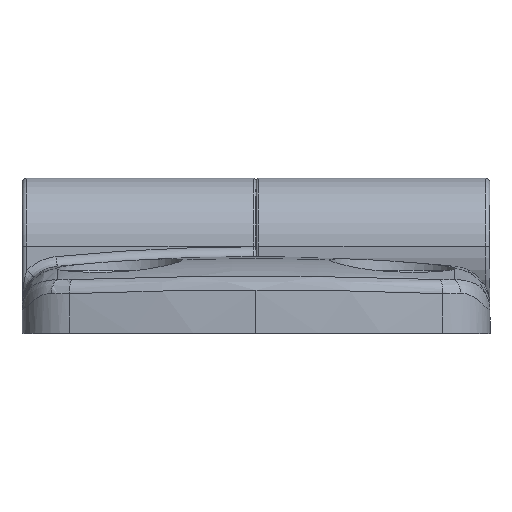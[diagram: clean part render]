
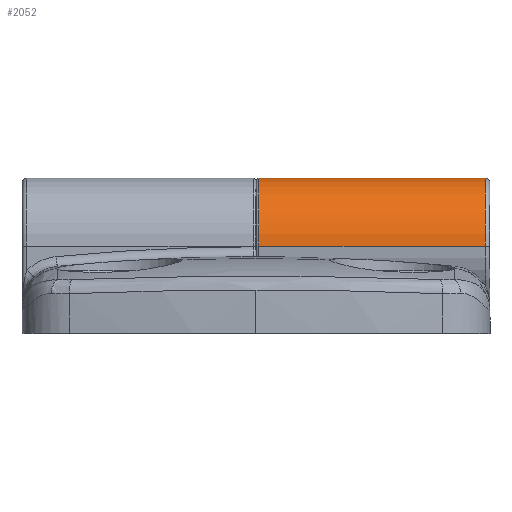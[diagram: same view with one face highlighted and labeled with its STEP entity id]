
A CAD part, top view. The second image highlights one B-rep face of the part: STEP entity #2052.
In plain terms, the highlighted cylindrical face has radius 7 mm (diameter 14 mm), a partial arc.
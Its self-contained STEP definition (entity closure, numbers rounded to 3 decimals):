
#329 = VERTEX_POINT ( 'NONE', #4521 ) ;
#544 = DIRECTION ( 'NONE',  ( -1., 0., 0. ) ) ;
#646 = ORIENTED_EDGE ( 'NONE', *, *, #1612, .T. ) ;
#807 = ORIENTED_EDGE ( 'NONE', *, *, #2506, .T. ) ;
#1472 = DIRECTION ( 'NONE',  ( -1., 0., 0. ) ) ;
#1609 = FACE_OUTER_BOUND ( 'NONE', #2749, .T. ) ;
#1612 = EDGE_CURVE ( 'NONE', #3363, #2135, #4684, .T. ) ;
#1633 = AXIS2_PLACEMENT_3D ( 'NONE', #3685, #4511, #6582 ) ;
#1888 = CARTESIAN_POINT ( 'NONE',  ( 0.3, 8.9, -7. ) ) ;
#1962 = CARTESIAN_POINT ( 'NONE',  ( 23.5, 8.9, 7. ) ) ;
#2052 = ADVANCED_FACE ( 'NONE', ( #1609 ), #7086, .T. ) ;
#2094 = VECTOR ( 'NONE', #544, 1000. ) ;
#2135 = VERTEX_POINT ( 'NONE', #1888 ) ;
#2172 = DIRECTION ( 'NONE',  ( 1., 0., 0. ) ) ;
#2354 = AXIS2_PLACEMENT_3D ( 'NONE', #5515, #2172, #6053 ) ;
#2506 = EDGE_CURVE ( 'NONE', #5563, #3363, #4345, .T. ) ;
#2622 = ORIENTED_EDGE ( 'NONE', *, *, #4278, .T. ) ;
#2749 = EDGE_LOOP ( 'NONE', ( #6930, #807, #646, #2622 ) ) ;
#3001 = AXIS2_PLACEMENT_3D ( 'NONE', #5318, #5292, #5269 ) ;
#3095 = CIRCLE ( 'NONE', #2354, 7. ) ;
#3193 = VECTOR ( 'NONE', #1472, 1000. ) ;
#3363 = VERTEX_POINT ( 'NONE', #6192 ) ;
#3685 = CARTESIAN_POINT ( 'NONE',  ( 24., 8.9, 0. ) ) ;
#4278 = EDGE_CURVE ( 'NONE', #2135, #329, #3095, .T. ) ;
#4345 = CIRCLE ( 'NONE', #3001, 7. ) ;
#4511 = DIRECTION ( 'NONE',  ( -1., 0., 0. ) ) ;
#4521 = CARTESIAN_POINT ( 'NONE',  ( 0.3, 8.9, 7. ) ) ;
#4684 = LINE ( 'NONE', #5524, #3193 ) ;
#5269 = DIRECTION ( 'NONE',  ( 0., 0., 1. ) ) ;
#5292 = DIRECTION ( 'NONE',  ( -1., 0., 0. ) ) ;
#5318 = CARTESIAN_POINT ( 'NONE',  ( 23.5, 8.9, 0. ) ) ;
#5515 = CARTESIAN_POINT ( 'NONE',  ( 0.3, 8.9, 0. ) ) ;
#5524 = CARTESIAN_POINT ( 'NONE',  ( 24., 8.9, -7. ) ) ;
#5563 = VERTEX_POINT ( 'NONE', #1962 ) ;
#6053 = DIRECTION ( 'NONE',  ( 0., 0., -1. ) ) ;
#6113 = EDGE_CURVE ( 'NONE', #5563, #329, #6484, .T. ) ;
#6192 = CARTESIAN_POINT ( 'NONE',  ( 23.5, 8.9, -7. ) ) ;
#6484 = LINE ( 'NONE', #7135, #2094 ) ;
#6582 = DIRECTION ( 'NONE',  ( 0., 0., 1. ) ) ;
#6930 = ORIENTED_EDGE ( 'NONE', *, *, #6113, .F. ) ;
#7086 = CYLINDRICAL_SURFACE ( 'NONE', #1633, 7. ) ;
#7135 = CARTESIAN_POINT ( 'NONE',  ( 24., 8.9, 7. ) ) ;
